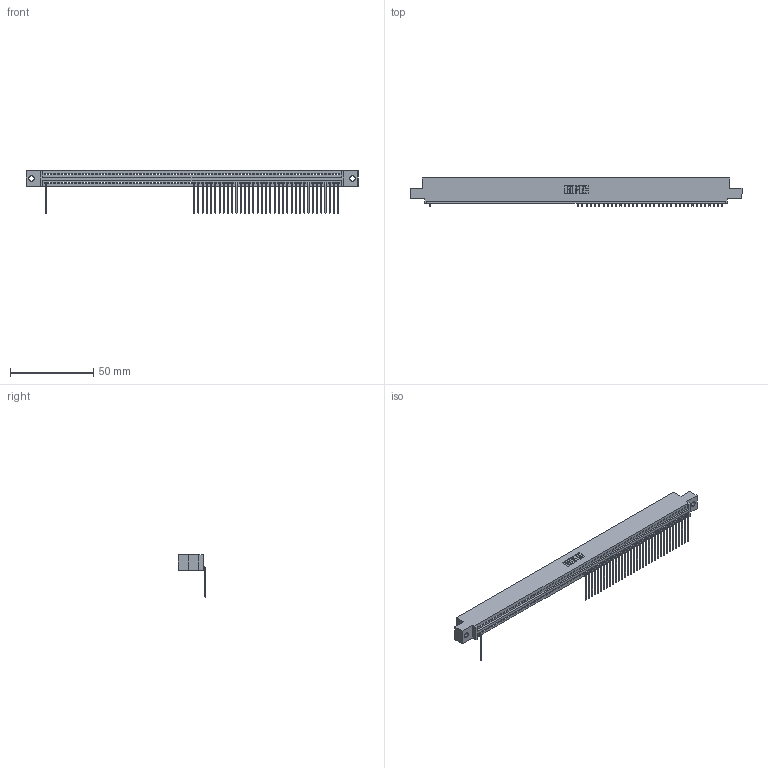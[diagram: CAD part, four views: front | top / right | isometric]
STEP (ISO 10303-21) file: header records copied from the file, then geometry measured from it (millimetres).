
FILE_DESCRIPTION (( 'STEP AP203' ), '1' );
FILE_NAME ('395-070-559-402.STEP', '2018-11-27T02:59:14', ( '' ), ( '' ), 'SwSTEP 2.0', 'SolidWorks 2016', '' );
FILE_SCHEMA (( 'CONFIG_CONTROL_DESIGN' ));
Length unit declared in the file: inch
Products named in the file (3): 395-070-559-402; 345-292-001_558 559 Tail - 1; 345 Part_0.110 Offset - 0.128 Dia
Assembly tree (37 placements, depth 2):
  395-070-559-402
    345 Part_0.110 Offset - 0.128 Dia
    345-292-001_558 559 Tail - 1  x36
Bounding box: 199.01 x 16.75 x 25.53 mm (x, y, z)
Volume: 18752 mm3; surface area: 23747.9 mm2
Topology: 37 solids, 37 shells, 2834 faces, 8741 edges, 5778 vertices
Faces by surface type: plane 2072, cylinder 762
Entity records: 48045 total; most frequent: ORIENTED_EDGE 8522, CARTESIAN_POINT 8484, DIRECTION 7329, EDGE_CURVE 4261, VECTOR 3849, LINE 3849, VERTEX_POINT 2838, AXIS2_PLACEMENT_3D 1740
